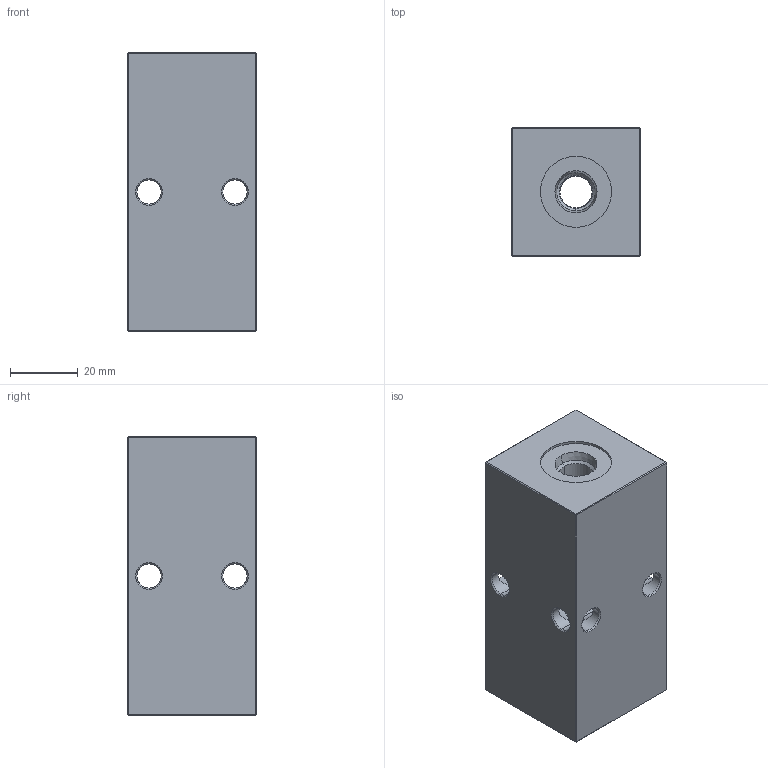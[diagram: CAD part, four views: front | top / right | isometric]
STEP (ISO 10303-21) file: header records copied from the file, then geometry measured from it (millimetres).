
FILE_DESCRIPTION (( 'STEP AP203' ), '1' );
FILE_NAME ('HM-2-90-S-4-4.STEP', '2020-11-09T14:08:39', ( '' ), ( '' ), 'SwSTEP 2.0', 'SolidWorks 2019', '' );
FILE_SCHEMA (( 'CONFIG_CONTROL_DESIGN' ));
Length unit declared in the file: inch
Products named in the file (1): HM-2-90-S-4-4
Bounding box: 38.1 x 38.1 x 82.55 mm (x, y, z)
Volume: 102168.2 mm3; surface area: 21423.7 mm2
Topology: 1 solids, 1 shells, 560 faces, 1449 edges, 930 vertices
Faces by surface type: plane 253, bspline 183, cylinder 66, cone 58
Entity records: 25760 total; most frequent: CARTESIAN_POINT 13379, ORIENTED_EDGE 2898, DIRECTION 1885, EDGE_CURVE 1449, VERTEX_POINT 930, LINE 861, VECTOR 861, EDGE_LOOP 625
